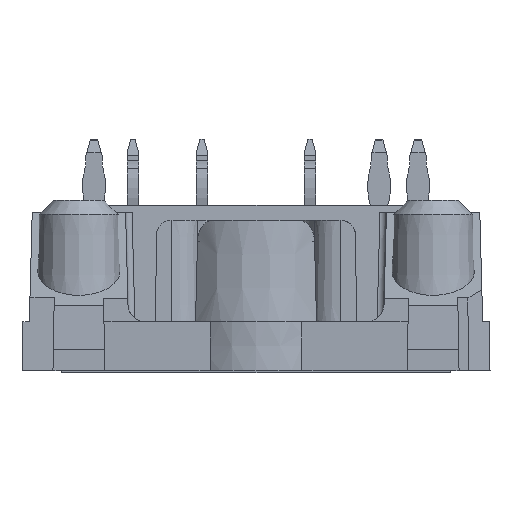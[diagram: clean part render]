
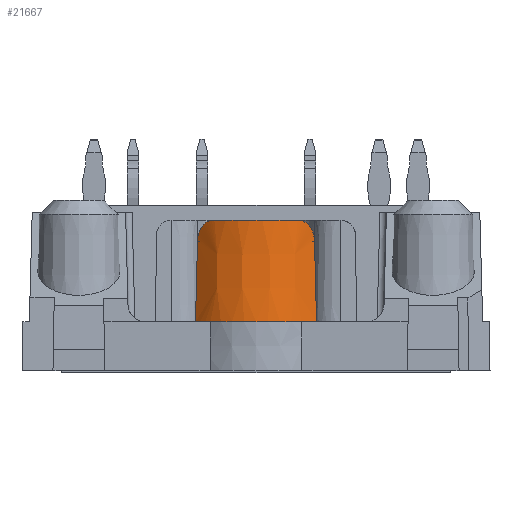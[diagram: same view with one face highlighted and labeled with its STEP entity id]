
A CAD part, left-side view. The second image highlights one B-rep face of the part: STEP entity #21667.
In plain terms, the highlighted conical face has half-angle 1 degrees and reference radius 5.5 mm.
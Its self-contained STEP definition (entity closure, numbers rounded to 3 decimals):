
#32=B_SPLINE_CURVE_WITH_KNOTS('',3,(#29667,#29668,#29669,#29670,#29671),
 .UNSPECIFIED.,.F.,.F.,(4,1,4),(0.,0.001,0.002),
 .UNSPECIFIED.);
#34=B_SPLINE_CURVE_WITH_KNOTS('',3,(#29693,#29694,#29695,#29696),
 .UNSPECIFIED.,.F.,.F.,(4,4),(0.,0.006),.UNSPECIFIED.);
#35=B_SPLINE_CURVE_WITH_KNOTS('',3,(#29702,#29703,#29704,#29705),
 .UNSPECIFIED.,.F.,.F.,(4,4),(0.,0.006),.UNSPECIFIED.);
#36=B_SPLINE_CURVE_WITH_KNOTS('',3,(#29708,#29709,#29710,#29711,#29712),
 .UNSPECIFIED.,.F.,.F.,(4,1,4),(0.,0.001,0.002),
 .UNSPECIFIED.);
#54=CONICAL_SURFACE('',#22697,5.5,0.017);
#199=CIRCLE('',#22691,5.5);
#200=CIRCLE('',#22698,5.5);
#201=CIRCLE('',#22699,5.5);
#202=CIRCLE('',#22700,5.377);
#2098=ORIENTED_EDGE('',*,*,#6180,.T.);
#2099=ORIENTED_EDGE('',*,*,#6181,.F.);
#2100=ORIENTED_EDGE('',*,*,#6167,.F.);
#2101=ORIENTED_EDGE('',*,*,#6182,.F.);
#2102=ORIENTED_EDGE('',*,*,#6183,.F.);
#2103=ORIENTED_EDGE('',*,*,#6171,.F.);
#2104=ORIENTED_EDGE('',*,*,#6184,.T.);
#2105=ORIENTED_EDGE('',*,*,#6185,.F.);
#6167=EDGE_CURVE('',#8241,#8242,#199,.T.);
#6171=EDGE_CURVE('',#8244,#8245,#32,.T.);
#6180=EDGE_CURVE('',#8251,#8252,#34,.T.);
#6181=EDGE_CURVE('',#8242,#8252,#200,.T.);
#6182=EDGE_CURVE('',#8253,#8241,#201,.T.);
#6183=EDGE_CURVE('',#8245,#8253,#35,.T.);
#6184=EDGE_CURVE('',#8244,#8254,#202,.F.);
#6185=EDGE_CURVE('',#8251,#8254,#36,.T.);
#8241=VERTEX_POINT('',#29659);
#8242=VERTEX_POINT('',#29660);
#8244=VERTEX_POINT('',#29666);
#8245=VERTEX_POINT('',#29672);
#8251=VERTEX_POINT('',#29697);
#8252=VERTEX_POINT('',#29698);
#8253=VERTEX_POINT('',#29701);
#8254=VERTEX_POINT('',#29707);
#12765=EDGE_LOOP('',(#2098,#2099,#2100,#2101,#2102,#2103,#2104,#2105));
#13695=FACE_BOUND('',#12765,.T.);
#21667=ADVANCED_FACE('',(#13695),#54,.T.);
#22691=AXIS2_PLACEMENT_3D('',#29658,#24985,#24986);
#22697=AXIS2_PLACEMENT_3D('',#29692,#25005,#25006);
#22698=AXIS2_PLACEMENT_3D('',#29699,#25007,#25008);
#22699=AXIS2_PLACEMENT_3D('',#29700,#25009,#25010);
#22700=AXIS2_PLACEMENT_3D('',#29706,#25011,#25012);
#24985=DIRECTION('',(0.,0.,-1.));
#24986=DIRECTION('',(-1.,0.,0.));
#25005=DIRECTION('',(0.,0.,-1.));
#25006=DIRECTION('',(-1.,0.,0.));
#25007=DIRECTION('',(0.,0.,-1.));
#25008=DIRECTION('',(-1.,0.,0.));
#25009=DIRECTION('',(0.,0.,-1.));
#25010=DIRECTION('',(-1.,0.,0.));
#25011=DIRECTION('',(0.,0.,1.));
#25012=DIRECTION('',(1.,0.,0.));
#29658=CARTESIAN_POINT('',(-27.5,0.,3.4));
#29659=CARTESIAN_POINT('',(-32.,-3.162,3.4));
#29660=CARTESIAN_POINT('',(-32.,3.162,3.4));
#29666=CARTESIAN_POINT('',(-32.034,-2.89,10.45));
#29667=CARTESIAN_POINT('',(-32.034,-2.89,10.45));
#29668=CARTESIAN_POINT('',(-31.821,-3.224,10.45));
#29669=CARTESIAN_POINT('',(-31.319,-3.827,10.146));
#29670=CARTESIAN_POINT('',(-31.061,-4.054,9.372));
#29671=CARTESIAN_POINT('',(-31.061,-4.063,8.976));
#29672=CARTESIAN_POINT('',(-31.061,-4.063,8.976));
#29692=CARTESIAN_POINT('',(-27.5,0.,3.4));
#29693=CARTESIAN_POINT('',(-31.061,4.063,8.976));
#29694=CARTESIAN_POINT('',(-31.057,4.11,7.117));
#29695=CARTESIAN_POINT('',(-31.053,4.156,5.259));
#29696=CARTESIAN_POINT('',(-31.049,4.201,3.4));
#29697=CARTESIAN_POINT('',(-31.061,4.063,8.976));
#29698=CARTESIAN_POINT('',(-31.049,4.201,3.4));
#29699=CARTESIAN_POINT('',(-27.5,0.,3.4));
#29700=CARTESIAN_POINT('',(-27.5,0.,3.4));
#29701=CARTESIAN_POINT('',(-31.049,-4.201,3.4));
#29702=CARTESIAN_POINT('',(-31.061,-4.063,8.976));
#29703=CARTESIAN_POINT('',(-31.057,-4.11,7.117));
#29704=CARTESIAN_POINT('',(-31.053,-4.156,5.259));
#29705=CARTESIAN_POINT('',(-31.049,-4.201,3.4));
#29706=CARTESIAN_POINT('',(-27.5,0.,10.45));
#29707=CARTESIAN_POINT('',(-32.034,2.89,10.45));
#29708=CARTESIAN_POINT('',(-31.061,4.063,8.976));
#29709=CARTESIAN_POINT('',(-31.061,4.054,9.372));
#29710=CARTESIAN_POINT('',(-31.318,3.829,10.144));
#29711=CARTESIAN_POINT('',(-31.821,3.224,10.45));
#29712=CARTESIAN_POINT('',(-32.034,2.89,10.45));
